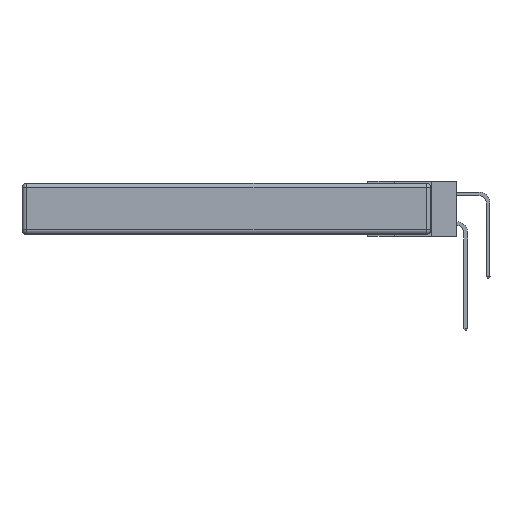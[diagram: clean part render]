
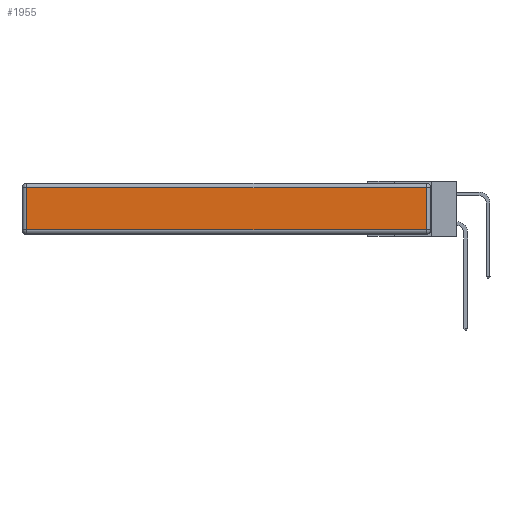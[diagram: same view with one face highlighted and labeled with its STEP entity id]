
A CAD part, left-side view. The second image highlights one B-rep face of the part: STEP entity #1955.
In plain terms, the highlighted planar face has unit normal (-1, 0, 0).
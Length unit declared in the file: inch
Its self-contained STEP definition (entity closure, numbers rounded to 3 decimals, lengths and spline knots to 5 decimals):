
#540 = VECTOR ( 'NONE', #3757, 39.37008 ) ;
#1719 = VERTEX_POINT ( 'NONE', #26701 ) ;
#1955 = ADVANCED_FACE ( 'NONE', ( #23785 ), #20835, .T. ) ;
#2186 = DIRECTION ( 'NONE',  ( 0., 0., -1. ) ) ;
#3757 = DIRECTION ( 'NONE',  ( 0., -1., 0. ) ) ;
#4399 = DIRECTION ( 'NONE',  ( 0., 1., 0. ) ) ;
#4453 = CARTESIAN_POINT ( 'NONE',  ( 0., 0.03, -0.343 ) ) ;
#4886 = LINE ( 'NONE', #20797, #8214 ) ;
#5165 = LINE ( 'NONE', #23690, #17052 ) ;
#5919 = LINE ( 'NONE', #4453, #14467 ) ;
#7438 = ORIENTED_EDGE ( 'NONE', *, *, #14442, .T. ) ;
#8214 = VECTOR ( 'NONE', #2186, 39.37008 ) ;
#9354 = EDGE_CURVE ( 'NONE', #1719, #20083, #5919, .T. ) ;
#9440 = DIRECTION ( 'NONE',  ( 0., 0., 1. ) ) ;
#9813 = AXIS2_PLACEMENT_3D ( 'NONE', #27910, #13639, #29990 ) ;
#10237 = EDGE_CURVE ( 'NONE', #19141, #1719, #15427, .T. ) ;
#11287 = ORIENTED_EDGE ( 'NONE', *, *, #10237, .T. ) ;
#13639 = DIRECTION ( 'NONE',  ( -1., 0., 0. ) ) ;
#13810 = CARTESIAN_POINT ( 'NONE',  ( 0., 0.03, -0.03 ) ) ;
#14442 = EDGE_CURVE ( 'NONE', #20083, #21901, #5165, .T. ) ;
#14467 = VECTOR ( 'NONE', #9440, 39.37008 ) ;
#15427 = LINE ( 'NONE', #17901, #540 ) ;
#16892 = EDGE_LOOP ( 'NONE', ( #11287, #29055, #7438, #28194 ) ) ;
#17052 = VECTOR ( 'NONE', #4399, 39.37008 ) ;
#17901 = CARTESIAN_POINT ( 'NONE',  ( 0., 0., -0.313 ) ) ;
#18299 = EDGE_CURVE ( 'NONE', #21901, #19141, #4886, .T. ) ;
#19141 = VERTEX_POINT ( 'NONE', #20033 ) ;
#20033 = CARTESIAN_POINT ( 'NONE',  ( 0., 2.72, -0.313 ) ) ;
#20083 = VERTEX_POINT ( 'NONE', #13810 ) ;
#20797 = CARTESIAN_POINT ( 'NONE',  ( 0., 2.72, -0.343 ) ) ;
#20835 = PLANE ( 'NONE',  #9813 ) ;
#21901 = VERTEX_POINT ( 'NONE', #27708 ) ;
#23690 = CARTESIAN_POINT ( 'NONE',  ( 0., 2.75, -0.03 ) ) ;
#23785 = FACE_OUTER_BOUND ( 'NONE', #16892, .T. ) ;
#26701 = CARTESIAN_POINT ( 'NONE',  ( 0., 0.03, -0.313 ) ) ;
#27708 = CARTESIAN_POINT ( 'NONE',  ( 0., 2.72, -0.03 ) ) ;
#27910 = CARTESIAN_POINT ( 'NONE',  ( 0., 0., -0.343 ) ) ;
#28194 = ORIENTED_EDGE ( 'NONE', *, *, #18299, .T. ) ;
#29055 = ORIENTED_EDGE ( 'NONE', *, *, #9354, .T. ) ;
#29990 = DIRECTION ( 'NONE',  ( 0., 0., 1. ) ) ;
